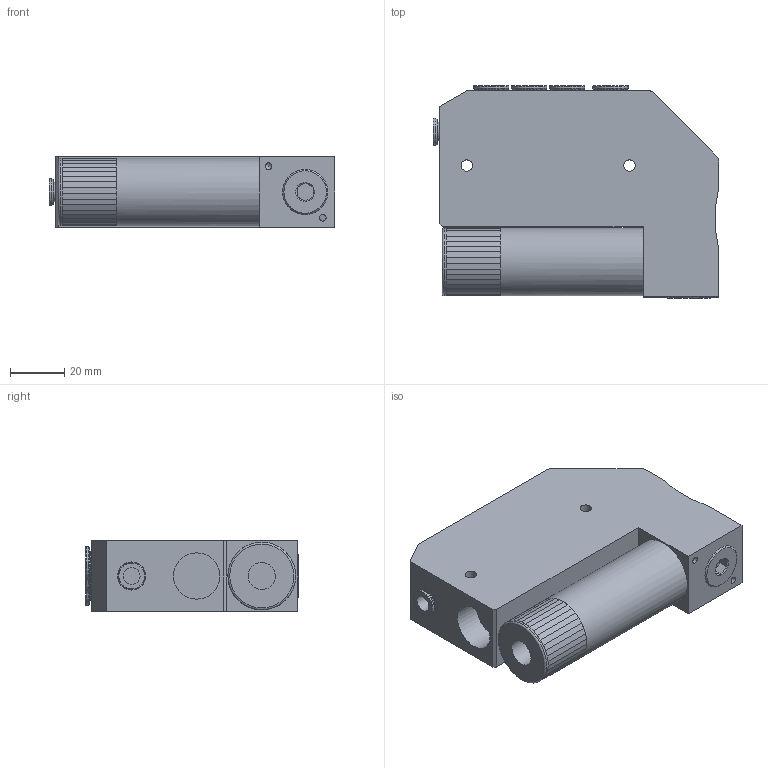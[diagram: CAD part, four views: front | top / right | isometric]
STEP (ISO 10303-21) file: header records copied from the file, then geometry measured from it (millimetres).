
FILE_DESCRIPTION(/* description */ (''),/* implementation_level */ '2;1');
FILE_NAME(/* name */ 'evnk2v4.stp',/* time_stamp */ '2022-02-08T16:29:00+01:00',/* author */ ('enginyeria'),/* organization */ (''),/* preprocessor_version */ 'ST-DEVELOPER v17.2',/* originating_system */ 'Autodesk Inventor 2019',/* authorisation */ '');
FILE_SCHEMA (('AUTOMOTIVE_DESIGN { 1 0 10303 214 3 1 1 }'));
Length unit declared in the file: millimetre
Products named in the file (1): Pieza14
Bounding box: 105.5 x 78.5 x 26 mm (x, y, z)
Volume: 167019.5 mm3; surface area: 36898.9 mm2
Topology: 1 solids, 26 shells, 421 faces, 971 edges, 630 vertices
Faces by surface type: plane 223, cylinder 105, cone 58, torus 35
Full cylindrical faces by diameter (mm): 2.459 x2, 4 x2, 4.2 x4, 6.2 x1, 7 x2, 7.05 x1, 8.2 x4, 8.75 x1, 8.9 x1, 9.35 x4, 9.56 x1, 9.9 x1, 10 x4, 10.16 x3, 10.2 x1, 10.25 x1, 10.4 x4, 10.8 x8, 10.85 x4, 11.89 x12, 12.05 x8, 12.14 x4, 12.2 x16, 13 x4, 17.1 x1, 25 x2
Entity records: 12230 total; most frequent: DIRECTION 2377, CARTESIAN_POINT 2095, ORIENTED_EDGE 1934, AXIS2_PLACEMENT_3D 1018, EDGE_CURVE 967, VERTEX_POINT 630, CIRCLE 593, EDGE_LOOP 495
